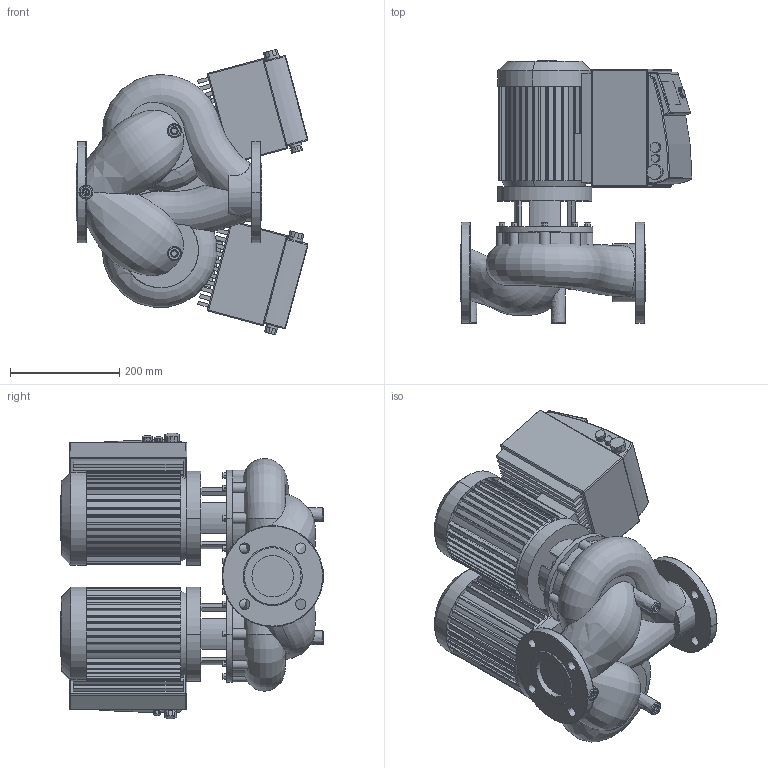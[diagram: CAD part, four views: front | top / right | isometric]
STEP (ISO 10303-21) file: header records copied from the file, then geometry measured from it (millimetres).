
FILE_DESCRIPTION((''),'2;1');
FILE_NAME('3d_DP-E65_115-1_5_2-IE4-2158950.stp','2016-08-05T07:35:49',(''),(''),'Mechanical Desktop 2009','Mechanical Desktop 2009',', , ');
FILE_SCHEMA(('CONFIG_CONTROL_DESIGN'));
Length unit declared in the file: millimetre
Products named in the file (1): Product
Bounding box: 424.59 x 481.5 x 523.18 mm (x, y, z)
Volume: 33539735.8 mm3; surface area: 1869381.3 mm2
Topology: 21 solids, 21 shells, 1443 faces, 3746 edges, 2393 vertices
Faces by surface type: plane 788, cylinder 302, bspline 291, sphere 36, torus 16, cone 10
Entity records: 61634 total; most frequent: CARTESIAN_POINT 26669, ORIENTED_EDGE 7408, DIRECTION 6989, EDGE_CURVE 3704, VECTOR 2391, LINE 2391, VERTEX_POINT 2390, AXIS2_PLACEMENT_3D 2299
